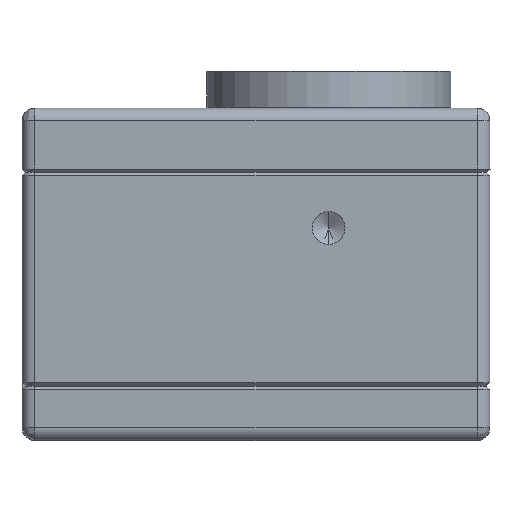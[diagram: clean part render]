
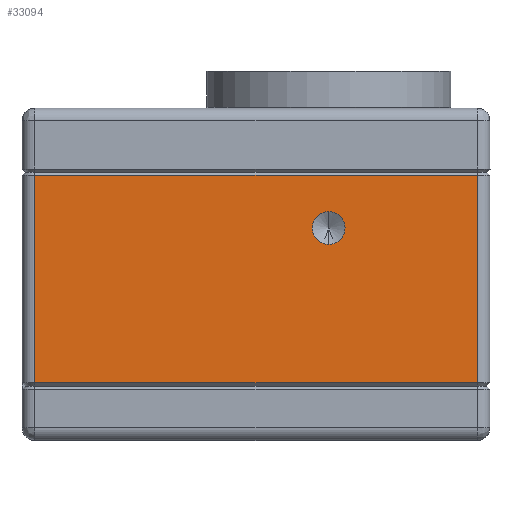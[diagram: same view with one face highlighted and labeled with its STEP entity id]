
A CAD part, front view. The second image highlights one B-rep face of the part: STEP entity #33094.
In plain terms, the highlighted planar face has unit normal (0, -1, 0).
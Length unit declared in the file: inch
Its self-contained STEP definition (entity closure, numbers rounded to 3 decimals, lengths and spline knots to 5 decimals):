
#1235 = FACE_BOUND ( 'NONE', #18845, .T. ) ;
#1274 = DIRECTION ( 'NONE',  ( 0., 0., -1. ) ) ;
#2099 = ORIENTED_EDGE ( 'NONE', *, *, #61287, .F. ) ;
#3244 = CIRCLE ( 'NONE', #45624, 0.1005 ) ;
#6150 = LINE ( 'NONE', #48810, #17469 ) ;
#6491 = CARTESIAN_POINT ( 'NONE',  ( 1.35876, -1.4375, 1.29387 ) ) ;
#7130 = VERTEX_POINT ( 'NONE', #6491 ) ;
#7909 = ORIENTED_EDGE ( 'NONE', *, *, #62092, .F. ) ;
#8695 = DIRECTION ( 'NONE',  ( 1., 0., 0. ) ) ;
#9972 = DIRECTION ( 'NONE',  ( 0., -1., 0. ) ) ;
#10095 = CARTESIAN_POINT ( 'NONE',  ( -1.35876, -1.4375, 5.45816 ) ) ;
#11259 = CARTESIAN_POINT ( 'NONE',  ( -1.35876, -1.4375, 1.29387 ) ) ;
#12168 = VECTOR ( 'NONE', #1274, 39.37008 ) ;
#13323 = VERTEX_POINT ( 'NONE', #11259 ) ;
#13983 = CARTESIAN_POINT ( 'NONE',  ( 0.5251, -1.4375, 1.29387 ) ) ;
#15313 = ORIENTED_EDGE ( 'NONE', *, *, #37691, .F. ) ;
#15352 = CARTESIAN_POINT ( 'NONE',  ( -1.35876, -1.4375, 0.01969 ) ) ;
#17420 = CARTESIAN_POINT ( 'NONE',  ( -1.4375, -1.4375, 5.45816 ) ) ;
#17469 = VECTOR ( 'NONE', #44172, 39.37008 ) ;
#17732 = ORIENTED_EDGE ( 'NONE', *, *, #46510, .F. ) ;
#18229 = EDGE_CURVE ( 'NONE', #23870, #34092, #24966, .T. ) ;
#18845 = EDGE_LOOP ( 'NONE', ( #17732, #33767 ) ) ;
#19930 = ORIENTED_EDGE ( 'NONE', *, *, #62222, .F. ) ;
#20843 = FACE_OUTER_BOUND ( 'NONE', #61374, .T. ) ;
#21397 = PLANE ( 'NONE',  #61915 ) ;
#21579 = CARTESIAN_POINT ( 'NONE',  ( 1.35876, -1.4375, 0.01969 ) ) ;
#21759 = CARTESIAN_POINT ( 'NONE',  ( 0.44636, -1.4375, 0.97104 ) ) ;
#22173 = DIRECTION ( 'NONE',  ( 0., 0., -1. ) ) ;
#23870 = VERTEX_POINT ( 'NONE', #58394 ) ;
#24966 = CIRCLE ( 'NONE', #39561, 0.1005 ) ;
#25637 = LINE ( 'NONE', #54022, #12168 ) ;
#27541 = VECTOR ( 'NONE', #8695, 39.37008 ) ;
#28068 = VERTEX_POINT ( 'NONE', #15352 ) ;
#29080 = LINE ( 'NONE', #13983, #27541 ) ;
#33094 = ADVANCED_FACE ( 'NONE', ( #20843, #1235 ), #21397, .F. ) ;
#33767 = ORIENTED_EDGE ( 'NONE', *, *, #18229, .F. ) ;
#34092 = VERTEX_POINT ( 'NONE', #38705 ) ;
#36258 = LINE ( 'NONE', #10095, #58107 ) ;
#37083 = DIRECTION ( 'NONE',  ( 0., 1., 0. ) ) ;
#37691 = EDGE_CURVE ( 'NONE', #28068, #13323, #36258, .T. ) ;
#38705 = CARTESIAN_POINT ( 'NONE',  ( 0.44636, -1.4375, 0.87054 ) ) ;
#39561 = AXIS2_PLACEMENT_3D ( 'NONE', #43573, #9972, #58252 ) ;
#41762 = DIRECTION ( 'NONE',  ( 0., 0., 1. ) ) ;
#42508 = VERTEX_POINT ( 'NONE', #21579 ) ;
#43573 = CARTESIAN_POINT ( 'NONE',  ( 0.44636, -1.4375, 0.97104 ) ) ;
#43691 = DIRECTION ( 'NONE',  ( 0., 0., 1. ) ) ;
#44172 = DIRECTION ( 'NONE',  ( -1., 0., 0. ) ) ;
#45624 = AXIS2_PLACEMENT_3D ( 'NONE', #21759, #50769, #22173 ) ;
#46510 = EDGE_CURVE ( 'NONE', #34092, #23870, #3244, .T. ) ;
#48810 = CARTESIAN_POINT ( 'NONE',  ( -1.4375, -1.4375, 0.01969 ) ) ;
#50769 = DIRECTION ( 'NONE',  ( 0., -1., 0. ) ) ;
#54022 = CARTESIAN_POINT ( 'NONE',  ( 1.35876, -1.4375, 5.45816 ) ) ;
#58107 = VECTOR ( 'NONE', #43691, 39.37008 ) ;
#58252 = DIRECTION ( 'NONE',  ( 0., 0., -1. ) ) ;
#58394 = CARTESIAN_POINT ( 'NONE',  ( 0.44636, -1.4375, 1.07154 ) ) ;
#61287 = EDGE_CURVE ( 'NONE', #13323, #7130, #29080, .T. ) ;
#61374 = EDGE_LOOP ( 'NONE', ( #2099, #15313, #7909, #19930 ) ) ;
#61915 = AXIS2_PLACEMENT_3D ( 'NONE', #17420, #37083, #41762 ) ;
#62092 = EDGE_CURVE ( 'NONE', #42508, #28068, #6150, .T. ) ;
#62222 = EDGE_CURVE ( 'NONE', #7130, #42508, #25637, .T. ) ;
